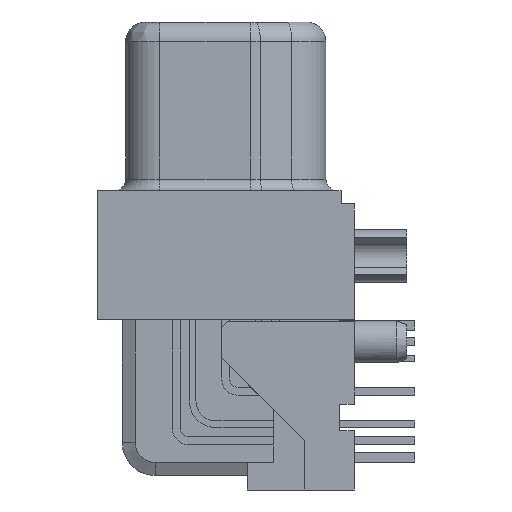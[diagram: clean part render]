
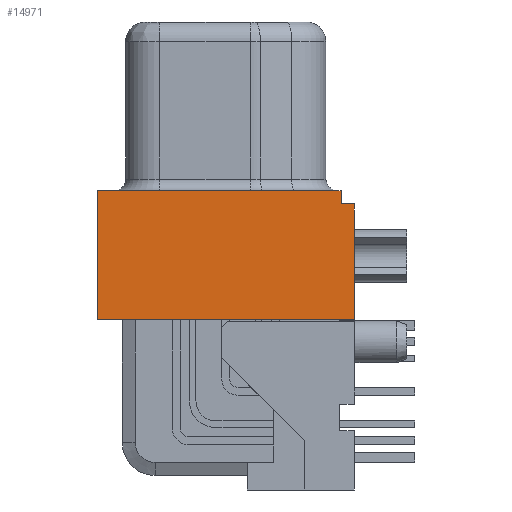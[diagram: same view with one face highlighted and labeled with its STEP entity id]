
A CAD part, left-side view. The second image highlights one B-rep face of the part: STEP entity #14971.
In plain terms, the highlighted planar face has unit normal (-1, 0, 0).
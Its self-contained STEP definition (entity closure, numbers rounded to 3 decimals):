
#53=DIRECTION('',(0.,-1.,0.));
#54=VECTOR('',#53,9.91);
#55=CARTESIAN_POINT('',(-18.415,4.955,-4.46));
#56=LINE('',#55,#54);
#3906=DIRECTION('',(0.,-1.,0.));
#3907=VECTOR('',#3906,9.4);
#3908=CARTESIAN_POINT('',(-18.415,4.955,0.51));
#3909=LINE('',#3908,#3907);
#3922=DIRECTION('',(0.,1.,0.));
#3923=VECTOR('',#3922,0.51);
#3924=CARTESIAN_POINT('',(-18.415,-4.955,0.));
#3925=LINE('',#3924,#3923);
#3926=DIRECTION('',(0.,0.,-1.));
#3927=VECTOR('',#3926,0.51);
#3928=CARTESIAN_POINT('',(-18.415,-4.445,0.51));
#3929=LINE('',#3928,#3927);
#3942=DIRECTION('',(0.,0.,-1.));
#3943=VECTOR('',#3942,4.97);
#3944=CARTESIAN_POINT('',(-18.415,4.955,0.51));
#3945=LINE('',#3944,#3943);
#4022=DIRECTION('',(0.,0.,1.));
#4023=VECTOR('',#4022,4.46);
#4024=CARTESIAN_POINT('',(-18.415,-4.955,-4.46));
#4025=LINE('',#4024,#4023);
#8217=CARTESIAN_POINT('',(-18.415,4.955,-4.46));
#8218=CARTESIAN_POINT('',(-18.415,-4.955,-4.46));
#8219=VERTEX_POINT('',#8217);
#8220=VERTEX_POINT('',#8218);
#10410=CARTESIAN_POINT('',(-18.415,4.955,0.51));
#10412=VERTEX_POINT('',#10410);
#10413=CARTESIAN_POINT('',(-18.415,-4.955,0.));
#10414=CARTESIAN_POINT('',(-18.415,-4.445,0.));
#10415=VERTEX_POINT('',#10413);
#10416=VERTEX_POINT('',#10414);
#10417=CARTESIAN_POINT('',(-18.415,-4.445,0.51));
#10418=VERTEX_POINT('',#10417);
#14955=CARTESIAN_POINT('',(-18.415,4.955,0.));
#14956=DIRECTION('',(-1.,0.,0.));
#14957=DIRECTION('',(0.,-1.,0.));
#14958=AXIS2_PLACEMENT_3D('',#14955,#14956,#14957);
#14959=PLANE('',#14958);
#14961=ORIENTED_EDGE('',*,*,#14960,.F.);
#14963=ORIENTED_EDGE('',*,*,#14962,.F.);
#14964=ORIENTED_EDGE('',*,*,#10856,.F.);
#14966=ORIENTED_EDGE('',*,*,#14965,.F.);
#14967=ORIENTED_EDGE('',*,*,#14917,.T.);
#14968=ORIENTED_EDGE('',*,*,#14945,.T.);
#14969=EDGE_LOOP('',(#14961,#14963,#14964,#14966,#14967,#14968));
#14970=FACE_OUTER_BOUND('',#14969,.F.);
#14971=ADVANCED_FACE('',(#14970),#14959,.T.);
#10856=EDGE_CURVE('',#8219,#8220,#56,.T.);
#14917=EDGE_CURVE('',#10412,#10418,#3909,.T.);
#14945=EDGE_CURVE('',#10418,#10416,#3929,.T.);
#14960=EDGE_CURVE('',#10415,#10416,#3925,.T.);
#14962=EDGE_CURVE('',#8220,#10415,#4025,.T.);
#14965=EDGE_CURVE('',#10412,#8219,#3945,.T.);
